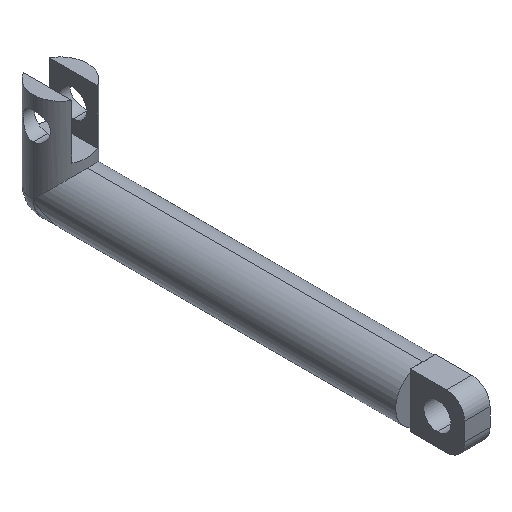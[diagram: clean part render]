
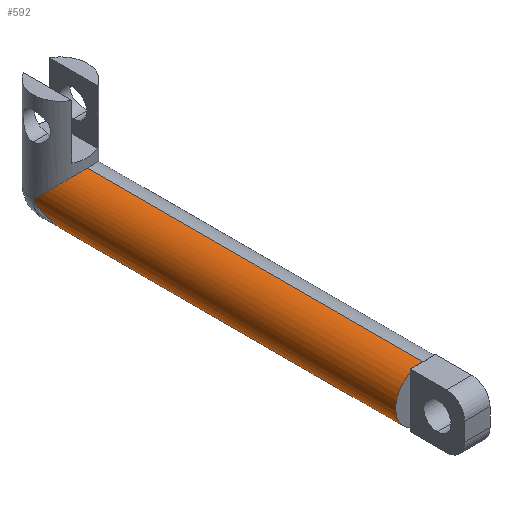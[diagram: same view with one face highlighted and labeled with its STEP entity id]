
A CAD part, isometric view. The second image highlights one B-rep face of the part: STEP entity #592.
In plain terms, the highlighted cylindrical face has radius 7.5 mm (diameter 15 mm), a partial arc.
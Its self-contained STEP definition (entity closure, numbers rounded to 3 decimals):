
#21 = CARTESIAN_POINT ( 'NONE',  ( -7.5, 99.983, -0.017 ) ) ;
#22 = VECTOR ( 'NONE', #408, 1000. ) ;
#32 = CARTESIAN_POINT ( 'NONE',  ( -7.5, 99.967, -0.033 ) ) ;
#34 = CARTESIAN_POINT ( 'NONE',  ( 0., 0., 0. ) ) ;
#113 = VERTEX_POINT ( 'NONE', #172 ) ;
#117 = CARTESIAN_POINT ( 'NONE',  ( 0., 100., 0. ) ) ;
#134 = VERTEX_POINT ( 'NONE', #1076 ) ;
#137 = DIRECTION ( 'NONE',  ( 0., 1., 0. ) ) ;
#147 =( BOUNDED_CURVE ( )  B_SPLINE_CURVE ( 3, ( #605, #21, #32, #641 ),
 .UNSPECIFIED., .F., .F. ) 
 B_SPLINE_CURVE_WITH_KNOTS ( ( 4, 4 ),
 ( 4.712, 4.719 ),
 .UNSPECIFIED. ) 
 CURVE ( )  GEOMETRIC_REPRESENTATION_ITEM ( )  RATIONAL_B_SPLINE_CURVE ( ( 1., 1., 1., 1. ) ) 
 REPRESENTATION_ITEM ( '' )  );
#158 = EDGE_CURVE ( 'NONE', #1235, #113, #1314, .T. ) ;
#165 = CARTESIAN_POINT ( 'NONE',  ( 0., 0., 0. ) ) ;
#172 = CARTESIAN_POINT ( 'NONE',  ( -7.5, 100., 0. ) ) ;
#206 = EDGE_CURVE ( 'NONE', #1235, #134, #1417, .T. ) ;
#236 = FACE_OUTER_BOUND ( 'NONE', #1259, .T. ) ;
#267 = DIRECTION ( 'NONE',  ( 0., 0., 1. ) ) ;
#297 = CARTESIAN_POINT ( 'NONE',  ( 0., 0., 0. ) ) ;
#313 = VERTEX_POINT ( 'NONE', #815 ) ;
#329 = EDGE_CURVE ( 'NONE', #1238, #313, #894, .T. ) ;
#374 = ORIENTED_EDGE ( 'NONE', *, *, #329, .T. ) ;
#378 = EDGE_CURVE ( 'NONE', #113, #798, #147, .T. ) ;
#390 = CARTESIAN_POINT ( 'NONE',  ( -7.5, 100., 0. ) ) ;
#408 = DIRECTION ( 'NONE',  ( 0., -1., 0. ) ) ;
#415 = LINE ( 'NONE', #884, #1005 ) ;
#419 = DIRECTION ( 'NONE',  ( 0., 1., 0. ) ) ;
#445 = EDGE_CURVE ( 'NONE', #313, #1222, #983, .T. ) ;
#494 = DIRECTION ( 'NONE',  ( 0., 1., 0. ) ) ;
#505 = CARTESIAN_POINT ( 'NONE',  ( -4.393, 92.5, 7.5 ) ) ;
#516 = CARTESIAN_POINT ( 'NONE',  ( -7.5, 95.607, 4.393 ) ) ;
#520 = DIRECTION ( 'NONE',  ( 0., 0., 1. ) ) ;
#521 = ORIENTED_EDGE ( 'NONE', *, *, #445, .T. ) ;
#532 = CARTESIAN_POINT ( 'NONE',  ( -7.471, 95.58, -4.42 ) ) ;
#535 = VERTEX_POINT ( 'NONE', #1030 ) ;
#554 = ORIENTED_EDGE ( 'NONE', *, *, #1169, .T. ) ;
#571 = CARTESIAN_POINT ( 'NONE',  ( 0., 0., -7.5 ) ) ;
#592 = ADVANCED_FACE ( 'NONE', ( #236 ), #954, .T. ) ;
#605 = CARTESIAN_POINT ( 'NONE',  ( -7.5, 100., 0. ) ) ;
#614 = ORIENTED_EDGE ( 'NONE', *, *, #206, .F. ) ;
#618 = DIRECTION ( 'NONE',  ( 0., -1., 0. ) ) ;
#624 = CARTESIAN_POINT ( 'NONE',  ( 0., 92.5, 7.5 ) ) ;
#641 = CARTESIAN_POINT ( 'NONE',  ( -7.5, 99.95, -0.05 ) ) ;
#691 = CARTESIAN_POINT ( 'NONE',  ( -3.5, 0., 6.633 ) ) ;
#761 = CARTESIAN_POINT ( 'NONE',  ( 0., 100., 7.5 ) ) ;
#793 = ORIENTED_EDGE ( 'NONE', *, *, #158, .T. ) ;
#798 = VERTEX_POINT ( 'NONE', #1418 ) ;
#815 = CARTESIAN_POINT ( 'NONE',  ( -3.5, 0., -6.633 ) ) ;
#823 = DIRECTION ( 'NONE',  ( 0., 0., -1. ) ) ;
#833 = ORIENTED_EDGE ( 'NONE', *, *, #378, .T. ) ;
#884 = CARTESIAN_POINT ( 'NONE',  ( 0., 100., -7.5 ) ) ;
#894 = CIRCLE ( 'NONE', #1349, 7.5 ) ;
#902 = EDGE_CURVE ( 'NONE', #798, #535, #1064, .T. ) ;
#950 = EDGE_CURVE ( 'NONE', #535, #1238, #415, .T. ) ;
#954 = CYLINDRICAL_SURFACE ( 'NONE', #1352, 7.5 ) ;
#962 = CIRCLE ( 'NONE', #1400, 7.5 ) ;
#979 = CARTESIAN_POINT ( 'NONE',  ( -4.37, 92.5, -7.5 ) ) ;
#983 = CIRCLE ( 'NONE', #1189, 7.5 ) ;
#1005 = VECTOR ( 'NONE', #1318, 1000. ) ;
#1030 = CARTESIAN_POINT ( 'NONE',  ( 0., 92.5, -7.5 ) ) ;
#1064 =( BOUNDED_CURVE ( )  B_SPLINE_CURVE ( 3, ( #1399, #532, #979, #1074 ),
 .UNSPECIFIED., .F., .T. ) 
 B_SPLINE_CURVE_WITH_KNOTS ( ( 4, 4 ),
 ( 4.719, 6.283 ),
 .UNSPECIFIED. ) 
 CURVE ( )  GEOMETRIC_REPRESENTATION_ITEM ( )  RATIONAL_B_SPLINE_CURVE ( ( 1., 0.806, 0.806, 1. ) ) 
 REPRESENTATION_ITEM ( '' )  );
#1074 = CARTESIAN_POINT ( 'NONE',  ( 0., 92.5, -7.5 ) ) ;
#1076 = CARTESIAN_POINT ( 'NONE',  ( 0., 0., 7.5 ) ) ;
#1125 = CARTESIAN_POINT ( 'NONE',  ( 0., 92.5, 7.5 ) ) ;
#1168 = ORIENTED_EDGE ( 'NONE', *, *, #950, .T. ) ;
#1169 = EDGE_CURVE ( 'NONE', #1222, #134, #962, .T. ) ;
#1189 = AXIS2_PLACEMENT_3D ( 'NONE', #297, #419, #1331 ) ;
#1222 = VERTEX_POINT ( 'NONE', #691 ) ;
#1235 = VERTEX_POINT ( 'NONE', #1125 ) ;
#1238 = VERTEX_POINT ( 'NONE', #571 ) ;
#1259 = EDGE_LOOP ( 'NONE', ( #614, #793, #833, #1450, #1168, #374, #521, #554 ) ) ;
#1314 =( BOUNDED_CURVE ( )  B_SPLINE_CURVE ( 3, ( #624, #505, #516, #390 ),
 .UNSPECIFIED., .F., .F. ) 
 B_SPLINE_CURVE_WITH_KNOTS ( ( 4, 4 ),
 ( 0., 1.571 ),
 .UNSPECIFIED. ) 
 CURVE ( )  GEOMETRIC_REPRESENTATION_ITEM ( )  RATIONAL_B_SPLINE_CURVE ( ( 1., 0.805, 0.805, 1. ) ) 
 REPRESENTATION_ITEM ( '' )  );
#1318 = DIRECTION ( 'NONE',  ( 0., -1., 0. ) ) ;
#1331 = DIRECTION ( 'NONE',  ( 0., 0., 1. ) ) ;
#1349 = AXIS2_PLACEMENT_3D ( 'NONE', #34, #494, #267 ) ;
#1352 = AXIS2_PLACEMENT_3D ( 'NONE', #117, #618, #823 ) ;
#1399 = CARTESIAN_POINT ( 'NONE',  ( -7.5, 99.95, -0.05 ) ) ;
#1400 = AXIS2_PLACEMENT_3D ( 'NONE', #165, #137, #520 ) ;
#1417 = LINE ( 'NONE', #761, #22 ) ;
#1418 = CARTESIAN_POINT ( 'NONE',  ( -7.5, 99.95, -0.05 ) ) ;
#1450 = ORIENTED_EDGE ( 'NONE', *, *, #902, .T. ) ;
